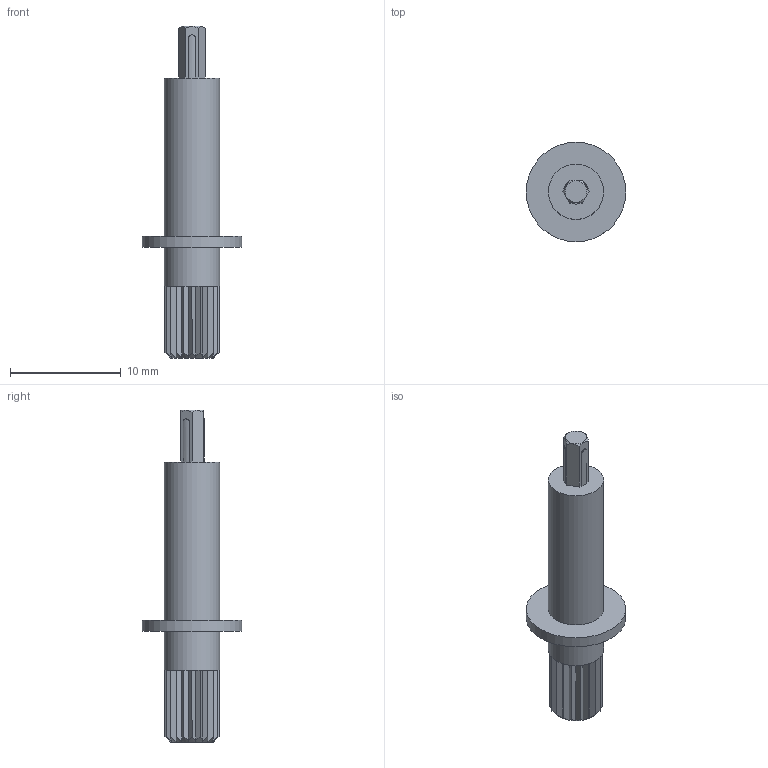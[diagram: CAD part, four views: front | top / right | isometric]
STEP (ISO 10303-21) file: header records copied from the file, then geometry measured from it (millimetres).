
FILE_DESCRIPTION (( 'STEP AP214' ), '1' );
FILE_NAME ('5115.STEP', '2023-07-18T07:04:03', ( '' ), ( '' ), 'SwSTEP 2.0', 'SolidWorks 2022', '' );
FILE_SCHEMA (( 'AUTOMOTIVE_DESIGN' ));
Length unit declared in the file: millimetre
Products named in the file (1): 5115
Bounding box: 9 x 9 x 30 mm (x, y, z)
Volume: 526.9 mm3; surface area: 616.4 mm2
Topology: 1 solids, 1 shells, 75 faces, 201 edges, 132 vertices
Faces by surface type: plane 62, cylinder 11, cone 2
Full cylindrical faces by diameter (mm): 5 x2, 9 x1
Entity records: 2395 total; most frequent: CARTESIAN_POINT 607, ORIENTED_EDGE 390, DIRECTION 311, EDGE_CURVE 195, VERTEX_POINT 131, LINE 121, VECTOR 121, AXIS2_PLACEMENT_3D 95
